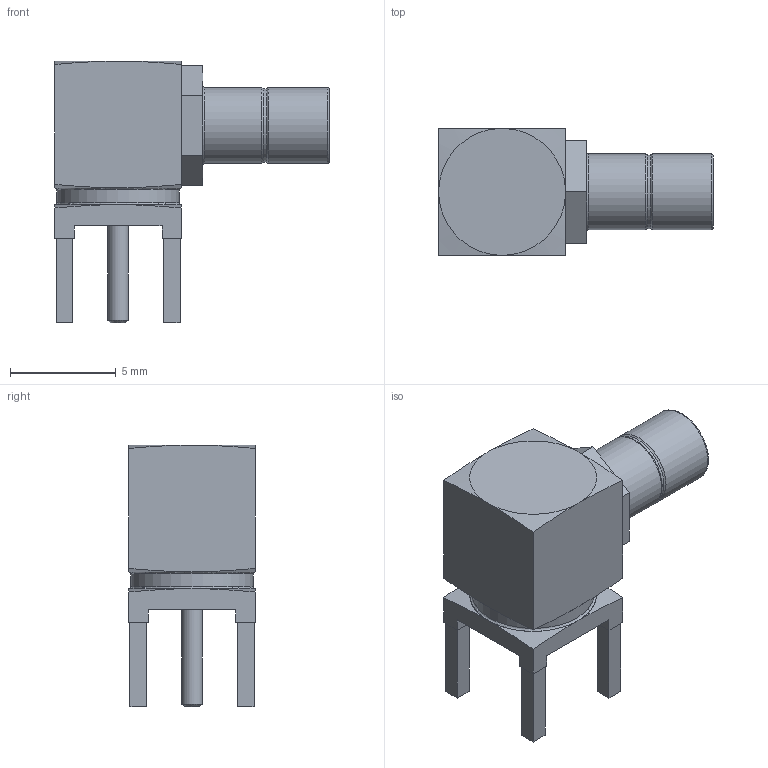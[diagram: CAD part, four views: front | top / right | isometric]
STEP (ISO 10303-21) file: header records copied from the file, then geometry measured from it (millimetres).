
FILE_DESCRIPTION(('FreeCAD Model'),'2;1');
FILE_NAME('Open CASCADE Shape Model','2023-08-14T15:34:42',(''),(''), 'Open CASCADE STEP processor 7.6','FreeCAD','Unknown');
FILE_SCHEMA(('AUTOMOTIVE_DESIGN { 1 0 10303 214 1 1 1 1 }'));
Length unit declared in the file: millimetre
Products named in the file (1): 59S212-400L5
Bounding box: 13 x 6 x 12.4 mm (x, y, z)
Volume: 351.9 mm3; surface area: 468.1 mm2
Topology: 1 solids, 1 shells, 90 faces, 217 edges, 139 vertices
Faces by surface type: plane 62, cone 14, cylinder 7, torus 7
Full cylindrical faces by diameter (mm): 0.8 x1, 0.965 x1, 2.2 x1, 3.5 x1, 3.6 x2, 5.8 x1
Entity records: 3302 total; most frequent: CARTESIAN_POINT 594, ORIENTED_EDGE 434, DIRECTION 402, EDGE_CURVE 217, VERTEX_POINT 139, AXIS2_PLACEMENT_3D 134, LINE 134, VECTOR 134
